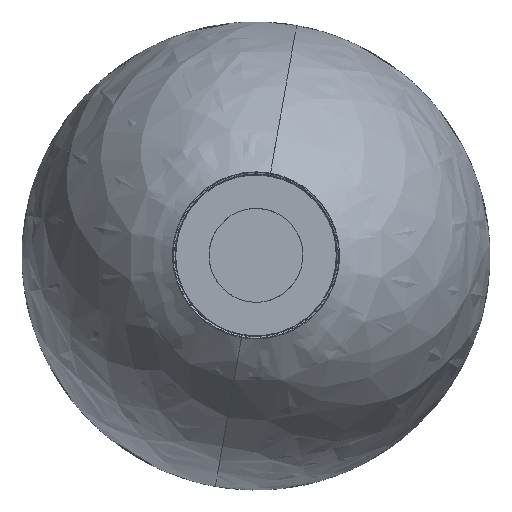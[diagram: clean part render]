
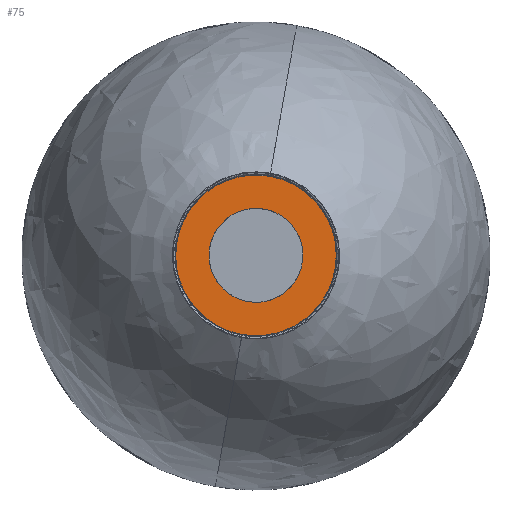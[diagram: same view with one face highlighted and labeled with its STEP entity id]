
A CAD part, top view. The second image highlights one B-rep face of the part: STEP entity #75.
In plain terms, the highlighted planar face has unit normal (0, 0, 1).
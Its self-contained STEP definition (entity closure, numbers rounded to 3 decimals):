
#57=FACE_BOUND($,#291,.T.);
#75=ADVANCED_FACE($,(#182,#57),#1460,.T.);
#182=FACE_OUTER_BOUND($,#290,.T.);
#290=EDGE_LOOP($,(#419,#420));
#291=EDGE_LOOP($,(#421,#422));
#419=ORIENTED_EDGE($,*,*,#997,.F.);
#420=ORIENTED_EDGE($,*,*,#985,.F.);
#421=ORIENTED_EDGE($,*,*,#987,.T.);
#422=ORIENTED_EDGE($,*,*,#1000,.T.);
#985=EDGE_CURVE($,#1270,#1278,#1658,.T.);
#987=EDGE_CURVE($,#1272,#1279,#1660,.T.);
#997=EDGE_CURVE($,#1278,#1270,#1666,.T.);
#1000=EDGE_CURVE($,#1279,#1272,#1668,.T.);
#1270=VERTEX_POINT($,#2116);
#1272=VERTEX_POINT($,#2118);
#1278=VERTEX_POINT($,#2124);
#1279=VERTEX_POINT($,#2125);
#1460=PLANE($,#1871);
#1658=(
BOUNDED_CURVE()
B_SPLINE_CURVE(2,(#1941,#1942,#1943,#1944,#1945),.UNSPECIFIED.,.F.,.F.)
B_SPLINE_CURVE_WITH_KNOTS((3,2,3),(-597.054,-447.79,-298.527),
.UNSPECIFIED.)
CURVE()
GEOMETRIC_REPRESENTATION_ITEM()
RATIONAL_B_SPLINE_CURVE((1.,0.707,1.,0.707,1.))
REPRESENTATION_ITEM($)
);
#1660=(
BOUNDED_CURVE()
B_SPLINE_CURVE(2,(#1951,#1952,#1953,#1954,#1955),.UNSPECIFIED.,.F.,.F.)
B_SPLINE_CURVE_WITH_KNOTS((3,2,3),(0.,68.824,137.649),
.UNSPECIFIED.)
CURVE()
GEOMETRIC_REPRESENTATION_ITEM()
RATIONAL_B_SPLINE_CURVE((1.,0.707,1.,0.707,1.))
REPRESENTATION_ITEM($)
);
#1666=(
BOUNDED_CURVE()
B_SPLINE_CURVE(2,(#1989,#1990,#1991,#1992,#1993),.UNSPECIFIED.,.F.,.F.)
B_SPLINE_CURVE_WITH_KNOTS((3,2,3),(-298.527,-149.263,0.),
.UNSPECIFIED.)
CURVE()
GEOMETRIC_REPRESENTATION_ITEM()
RATIONAL_B_SPLINE_CURVE((1.,0.707,1.,0.707,1.))
REPRESENTATION_ITEM($)
);
#1668=(
BOUNDED_CURVE()
B_SPLINE_CURVE(2,(#2001,#2002,#2003,#2004,#2005),.UNSPECIFIED.,.F.,.F.)
B_SPLINE_CURVE_WITH_KNOTS((3,2,3),(137.649,206.473,275.297),
.UNSPECIFIED.)
CURVE()
GEOMETRIC_REPRESENTATION_ITEM()
RATIONAL_B_SPLINE_CURVE((1.,0.707,1.,0.707,1.))
REPRESENTATION_ITEM($)
);
#1871=AXIS2_PLACEMENT_3D($,#2041,#1903,$);
#1903=DIRECTION($,(0.,0.,1.));
#1941=CARTESIAN_POINT($,(93.84,-178.126,192.467));
#1942=CARTESIAN_POINT($,(110.585,-271.663,192.467));
#1943=CARTESIAN_POINT($,(17.048,-288.408,192.467));
#1944=CARTESIAN_POINT($,(-76.489,-305.153,192.467));
#1945=CARTESIAN_POINT($,(-93.234,-211.616,192.467));
#1951=CARTESIAN_POINT($,(42.391,-182.657,192.467));
#1952=CARTESIAN_POINT($,(54.606,-224.745,192.467));
#1953=CARTESIAN_POINT($,(12.517,-236.959,192.467));
#1954=CARTESIAN_POINT($,(-29.571,-249.174,192.467));
#1955=CARTESIAN_POINT($,(-41.785,-207.085,192.467));
#1989=CARTESIAN_POINT($,(-93.234,-211.616,192.467));
#1990=CARTESIAN_POINT($,(-109.979,-118.079,192.467));
#1991=CARTESIAN_POINT($,(-16.442,-101.334,192.467));
#1992=CARTESIAN_POINT($,(77.095,-84.589,192.467));
#1993=CARTESIAN_POINT($,(93.84,-178.126,192.467));
#2001=CARTESIAN_POINT($,(-41.785,-207.085,192.467));
#2002=CARTESIAN_POINT($,(-54.,-164.997,192.467));
#2003=CARTESIAN_POINT($,(-11.911,-152.783,192.467));
#2004=CARTESIAN_POINT($,(30.177,-140.568,192.467));
#2005=CARTESIAN_POINT($,(42.391,-182.657,192.467));
#2041=CARTESIAN_POINT($,(-76.489,-305.153,192.467));
#2116=CARTESIAN_POINT($,(93.84,-178.126,192.467));
#2118=CARTESIAN_POINT($,(42.391,-182.657,192.467));
#2124=CARTESIAN_POINT($,(-93.234,-211.616,192.467));
#2125=CARTESIAN_POINT($,(-41.785,-207.085,192.467));
